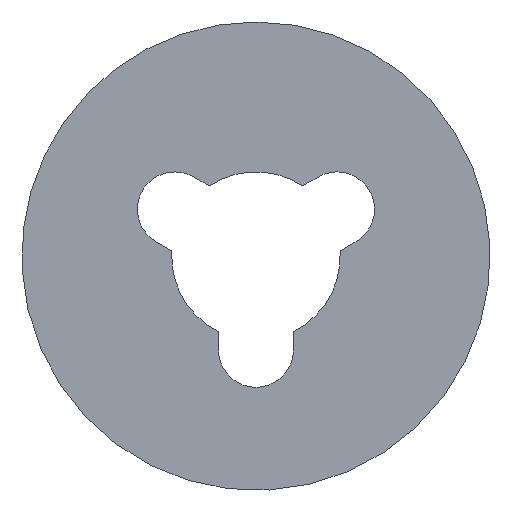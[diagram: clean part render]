
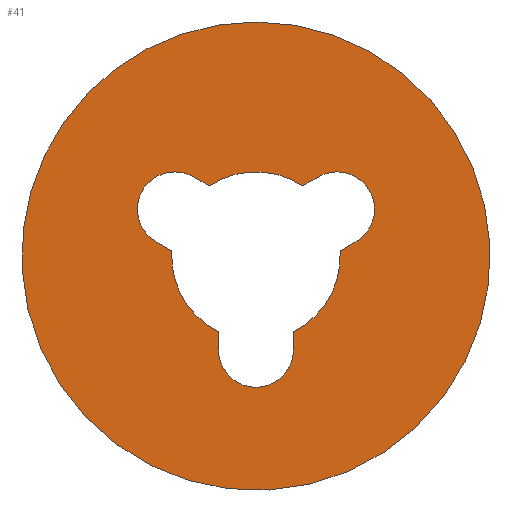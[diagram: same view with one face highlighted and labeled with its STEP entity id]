
A CAD part, front view. The second image highlights one B-rep face of the part: STEP entity #41.
In plain terms, the highlighted planar face has unit normal (0, -1, 0).
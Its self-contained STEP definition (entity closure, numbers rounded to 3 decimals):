
#41=ADVANCED_FACE('',(#68,#69),#67,.F.);
#67=PLANE('',#227);
#68=FACE_OUTER_BOUND('',#228,.T.);
#69=FACE_BOUND('',#229,.T.);
#224=CARTESIAN_POINT('',(-10.392,0.,6.5));
#225=DIRECTION('',(0.,1.,0.));
#226=DIRECTION('',(1.,0.,0.));
#227=AXIS2_PLACEMENT_3D('',#224,#225,#226);
#228=EDGE_LOOP('',(#315,#316,#317));
#229=EDGE_LOOP('',(#318,#319,#320,#321,#322,#323,#324,#325,#326,#327,#328,#329));
#315=ORIENTED_EDGE('',*,*,#403,.T.);
#316=ORIENTED_EDGE('',*,*,#404,.T.);
#317=ORIENTED_EDGE('',*,*,#405,.T.);
#318=ORIENTED_EDGE('',*,*,#406,.F.);
#319=ORIENTED_EDGE('',*,*,#407,.F.);
#320=ORIENTED_EDGE('',*,*,#408,.F.);
#321=ORIENTED_EDGE('',*,*,#409,.F.);
#322=ORIENTED_EDGE('',*,*,#410,.F.);
#323=ORIENTED_EDGE('',*,*,#411,.F.);
#324=ORIENTED_EDGE('',*,*,#412,.F.);
#325=ORIENTED_EDGE('',*,*,#413,.F.);
#326=ORIENTED_EDGE('',*,*,#414,.F.);
#327=ORIENTED_EDGE('',*,*,#415,.F.);
#328=ORIENTED_EDGE('',*,*,#416,.F.);
#329=ORIENTED_EDGE('',*,*,#417,.F.);
#403=EDGE_CURVE('',#537,#538,#539,.T.);
#404=EDGE_CURVE('',#538,#545,#546,.T.);
#405=EDGE_CURVE('',#545,#537,#552,.T.);
#406=EDGE_CURVE('',#558,#559,#560,.T.);
#407=EDGE_CURVE('',#566,#558,#567,.T.);
#408=EDGE_CURVE('',#573,#566,#574,.T.);
#409=EDGE_CURVE('',#580,#573,#581,.T.);
#410=EDGE_CURVE('',#587,#580,#588,.T.);
#411=EDGE_CURVE('',#594,#587,#595,.T.);
#412=EDGE_CURVE('',#601,#594,#602,.T.);
#413=EDGE_CURVE('',#608,#601,#609,.T.);
#414=EDGE_CURVE('',#615,#608,#616,.T.);
#415=EDGE_CURVE('',#622,#615,#623,.T.);
#416=EDGE_CURVE('',#629,#622,#630,.T.);
#417=EDGE_CURVE('',#559,#629,#636,.T.);
#537=VERTEX_POINT('',#795);
#538=VERTEX_POINT('',#796);
#539=CIRCLE('',#800,5.);
#545=VERTEX_POINT('',#801);
#546=CIRCLE('',#805,5.);
#552=CIRCLE('',#809,5.);
#558=VERTEX_POINT('',#810);
#559=VERTEX_POINT('',#811);
#560=LINE('',#812,#813);
#566=VERTEX_POINT('',#815);
#567=CIRCLE('',#819,0.8);
#573=VERTEX_POINT('',#820);
#574=LINE('',#821,#822);
#580=VERTEX_POINT('',#824);
#581=CIRCLE('',#828,1.8);
#587=VERTEX_POINT('',#829);
#588=LINE('',#830,#831);
#594=VERTEX_POINT('',#833);
#595=CIRCLE('',#837,0.8);
#601=VERTEX_POINT('',#838);
#602=LINE('',#839,#840);
#608=VERTEX_POINT('',#842);
#609=CIRCLE('',#846,1.8);
#615=VERTEX_POINT('',#847);
#616=LINE('',#848,#849);
#622=VERTEX_POINT('',#851);
#623=CIRCLE('',#855,0.8);
#629=VERTEX_POINT('',#856);
#630=LINE('',#857,#858);
#636=CIRCLE('',#863,1.8);
#795=CARTESIAN_POINT('',(0.,0.,5.));
#796=CARTESIAN_POINT('',(-4.965,0.,0.591));
#797=CARTESIAN_POINT('',(0.,0.,0.));
#798=DIRECTION('',(0.,-1.,0.));
#799=DIRECTION('',(0.,0.,1.));
#800=AXIS2_PLACEMENT_3D('',#797,#798,#799);
#801=CARTESIAN_POINT('',(4.965,0.,-0.59));
#802=CARTESIAN_POINT('',(0.,0.,0.));
#803=DIRECTION('',(0.,-1.,0.));
#804=DIRECTION('',(0.,0.,1.));
#805=AXIS2_PLACEMENT_3D('',#802,#803,#804);
#806=CARTESIAN_POINT('',(0.,0.,0.));
#807=DIRECTION('',(0.,-1.,0.));
#808=DIRECTION('',(0.,0.,1.));
#809=AXIS2_PLACEMENT_3D('',#806,#807,#808);
#810=CARTESIAN_POINT('',(0.8,0.,-2.));
#811=CARTESIAN_POINT('',(0.8,0.,-1.612));
#812=CARTESIAN_POINT('',(0.8,0.,-2.));
#813=VECTOR('',#814,0.388);
#814=DIRECTION('',(0.,0.,1.));
#815=CARTESIAN_POINT('',(-0.8,0.,-2.));
#816=CARTESIAN_POINT('',(0.,0.,-2.));
#817=DIRECTION('',(0.,-1.,0.));
#818=DIRECTION('',(-1.,0.,0.));
#819=AXIS2_PLACEMENT_3D('',#816,#817,#818);
#820=CARTESIAN_POINT('',(-0.8,0.,-1.612));
#821=CARTESIAN_POINT('',(-0.8,0.,-1.612));
#822=VECTOR('',#823,0.388);
#823=DIRECTION('',(0.,0.,-1.));
#824=CARTESIAN_POINT('',(-1.796,0.,0.113));
#825=CARTESIAN_POINT('',(0.,0.,0.));
#826=DIRECTION('',(0.,-1.,0.));
#827=DIRECTION('',(0.998,0.,-0.063));
#828=AXIS2_PLACEMENT_3D('',#825,#826,#827);
#829=CARTESIAN_POINT('',(-2.123,0.,0.302));
#830=CARTESIAN_POINT('',(-2.123,0.,0.302));
#831=VECTOR('',#832,0.377);
#832=DIRECTION('',(0.866,0.,-0.5));
#833=CARTESIAN_POINT('',(-1.332,0.,1.693));
#834=CARTESIAN_POINT('',(-1.732,0.,1.));
#835=DIRECTION('',(0.,-1.,0.));
#836=DIRECTION('',(0.5,0.,0.866));
#837=AXIS2_PLACEMENT_3D('',#834,#835,#836);
#838=CARTESIAN_POINT('',(-0.996,0.,1.499));
#839=CARTESIAN_POINT('',(-0.996,0.,1.499));
#840=VECTOR('',#841,0.387);
#841=DIRECTION('',(-0.866,0.,0.5));
#842=CARTESIAN_POINT('',(0.996,0.,1.499));
#843=CARTESIAN_POINT('',(0.,0.,0.));
#844=DIRECTION('',(0.,-1.,0.));
#845=DIRECTION('',(-0.554,0.,-0.833));
#846=AXIS2_PLACEMENT_3D('',#843,#844,#845);
#847=CARTESIAN_POINT('',(1.328,0.,1.69));
#848=CARTESIAN_POINT('',(1.328,0.,1.69));
#849=VECTOR('',#850,0.382);
#850=DIRECTION('',(-0.866,0.,-0.5));
#851=CARTESIAN_POINT('',(2.137,0.,0.31));
#852=CARTESIAN_POINT('',(1.732,0.,1.));
#853=DIRECTION('',(0.,-1.,0.));
#854=DIRECTION('',(0.506,0.,-0.863));
#855=AXIS2_PLACEMENT_3D('',#852,#853,#854);
#856=CARTESIAN_POINT('',(1.796,0.,0.113));
#857=CARTESIAN_POINT('',(1.796,0.,0.113));
#858=VECTOR('',#859,0.393);
#859=DIRECTION('',(0.866,0.,0.5));
#860=CARTESIAN_POINT('',(0.,0.,0.));
#861=DIRECTION('',(0.,-1.,0.));
#862=DIRECTION('',(-0.444,0.,0.896));
#863=AXIS2_PLACEMENT_3D('',#860,#861,#862);
